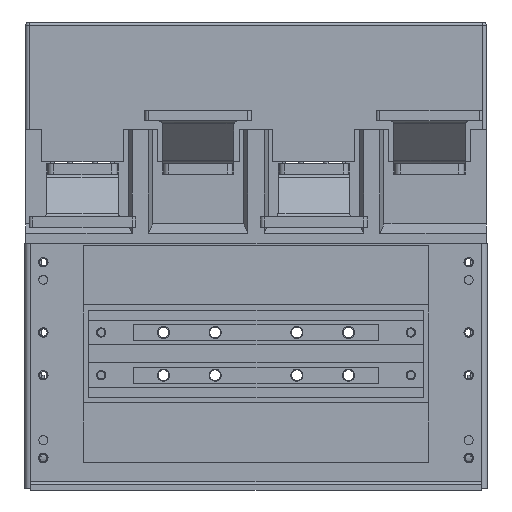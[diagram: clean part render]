
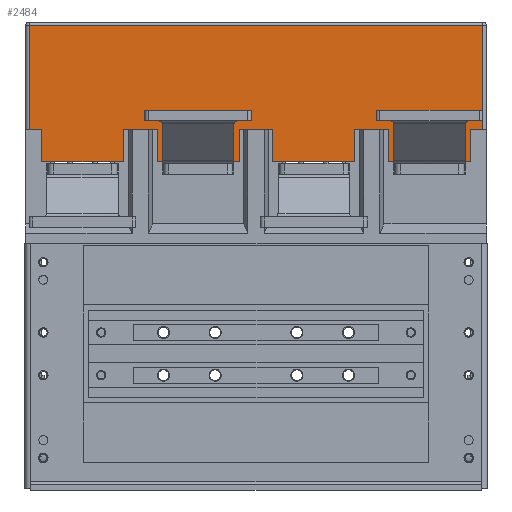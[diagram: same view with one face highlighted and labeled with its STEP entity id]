
A CAD part, front view. The second image highlights one B-rep face of the part: STEP entity #2484.
In plain terms, the highlighted planar face has unit normal (0, -1, 0).
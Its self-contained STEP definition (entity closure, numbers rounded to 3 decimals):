
#2484=ADVANCED_FACE('',(#3504),#3104,.F.);
#3104=PLANE('',#18456);
#3504=FACE_OUTER_BOUND('',#4230,.T.);
#4230=EDGE_LOOP('',(#6754,#6755,#6756,#6757,#6758,#6759,#6760,#6761,#6762,
#6763,#6764,#6765,#6766,#6767,#6768,#6769,#6770,#6771,#6772,#6773));
#6754=ORIENTED_EDGE('',*,*,#12714,.T.);
#6755=ORIENTED_EDGE('',*,*,#12715,.T.);
#6756=ORIENTED_EDGE('',*,*,#12716,.T.);
#6757=ORIENTED_EDGE('',*,*,#12717,.T.);
#6758=ORIENTED_EDGE('',*,*,#12718,.T.);
#6759=ORIENTED_EDGE('',*,*,#12719,.T.);
#6760=ORIENTED_EDGE('',*,*,#12720,.T.);
#6761=ORIENTED_EDGE('',*,*,#12721,.T.);
#6762=ORIENTED_EDGE('',*,*,#12722,.T.);
#6763=ORIENTED_EDGE('',*,*,#12723,.T.);
#6764=ORIENTED_EDGE('',*,*,#12724,.T.);
#6765=ORIENTED_EDGE('',*,*,#12725,.T.);
#6766=ORIENTED_EDGE('',*,*,#12726,.T.);
#6767=ORIENTED_EDGE('',*,*,#12727,.T.);
#6768=ORIENTED_EDGE('',*,*,#12728,.T.);
#6769=ORIENTED_EDGE('',*,*,#12729,.T.);
#6770=ORIENTED_EDGE('',*,*,#12730,.T.);
#6771=ORIENTED_EDGE('',*,*,#12731,.T.);
#6772=ORIENTED_EDGE('',*,*,#12732,.T.);
#6773=ORIENTED_EDGE('',*,*,#12733,.T.);
#10298=VERTEX_POINT('',#26848);
#10299=VERTEX_POINT('',#26849);
#10300=VERTEX_POINT('',#26851);
#10301=VERTEX_POINT('',#26853);
#10302=VERTEX_POINT('',#26855);
#10303=VERTEX_POINT('',#26857);
#10304=VERTEX_POINT('',#26859);
#10305=VERTEX_POINT('',#26861);
#10306=VERTEX_POINT('',#26863);
#10307=VERTEX_POINT('',#26865);
#10308=VERTEX_POINT('',#26867);
#10309=VERTEX_POINT('',#26869);
#10310=VERTEX_POINT('',#26871);
#10311=VERTEX_POINT('',#26873);
#10312=VERTEX_POINT('',#26875);
#10313=VERTEX_POINT('',#26877);
#10314=VERTEX_POINT('',#26879);
#10315=VERTEX_POINT('',#26881);
#10316=VERTEX_POINT('',#26883);
#10317=VERTEX_POINT('',#26885);
#12714=EDGE_CURVE('',#10298,#10299,#15133,.T.);
#12715=EDGE_CURVE('',#10299,#10300,#15134,.T.);
#12716=EDGE_CURVE('',#10300,#10301,#15135,.T.);
#12717=EDGE_CURVE('',#10301,#10302,#15136,.T.);
#12718=EDGE_CURVE('',#10302,#10303,#15137,.T.);
#12719=EDGE_CURVE('',#10303,#10304,#15138,.T.);
#12720=EDGE_CURVE('',#10304,#10305,#15139,.T.);
#12721=EDGE_CURVE('',#10305,#10306,#15140,.T.);
#12722=EDGE_CURVE('',#10306,#10307,#15141,.T.);
#12723=EDGE_CURVE('',#10307,#10308,#15142,.T.);
#12724=EDGE_CURVE('',#10308,#10309,#15143,.T.);
#12725=EDGE_CURVE('',#10309,#10310,#15144,.T.);
#12726=EDGE_CURVE('',#10310,#10311,#15145,.T.);
#12727=EDGE_CURVE('',#10311,#10312,#15146,.T.);
#12728=EDGE_CURVE('',#10312,#10313,#15147,.T.);
#12729=EDGE_CURVE('',#10313,#10314,#15148,.T.);
#12730=EDGE_CURVE('',#10314,#10315,#15149,.T.);
#12731=EDGE_CURVE('',#10315,#10316,#15150,.T.);
#12732=EDGE_CURVE('',#10316,#10317,#15151,.T.);
#12733=EDGE_CURVE('',#10317,#10298,#15152,.T.);
#15133=LINE('',#26847,#16931);
#15134=LINE('',#26850,#16932);
#15135=LINE('',#26852,#16933);
#15136=LINE('',#26854,#16934);
#15137=LINE('',#26856,#16935);
#15138=LINE('',#26858,#16936);
#15139=LINE('',#26860,#16937);
#15140=LINE('',#26862,#16938);
#15141=LINE('',#26864,#16939);
#15142=LINE('',#26866,#16940);
#15143=LINE('',#26868,#16941);
#15144=LINE('',#26870,#16942);
#15145=LINE('',#26872,#16943);
#15146=LINE('',#26874,#16944);
#15147=LINE('',#26876,#16945);
#15148=LINE('',#26878,#16946);
#15149=LINE('',#26880,#16947);
#15150=LINE('',#26882,#16948);
#15151=LINE('',#26884,#16949);
#15152=LINE('',#26886,#16950);
#16931=VECTOR('',#21484,1.);
#16932=VECTOR('',#21485,1.);
#16933=VECTOR('',#21486,1.);
#16934=VECTOR('',#21487,1.);
#16935=VECTOR('',#21488,1.);
#16936=VECTOR('',#21489,1.);
#16937=VECTOR('',#21490,1.);
#16938=VECTOR('',#21491,1.);
#16939=VECTOR('',#21492,1.);
#16940=VECTOR('',#21493,1.);
#16941=VECTOR('',#21494,1.);
#16942=VECTOR('',#21495,1.);
#16943=VECTOR('',#21496,1.);
#16944=VECTOR('',#21497,1.);
#16945=VECTOR('',#21498,1.);
#16946=VECTOR('',#21499,1.);
#16947=VECTOR('',#21500,1.);
#16948=VECTOR('',#21501,1.);
#16949=VECTOR('',#21502,1.);
#16950=VECTOR('',#21503,1.);
#18456=AXIS2_PLACEMENT_3D('',#26887,#21504,#21505);
#21484=DIRECTION('',(1.,0.,0.));
#21485=DIRECTION('',(0.,0.,1.));
#21486=DIRECTION('',(-1.,0.,0.));
#21487=DIRECTION('',(0.,0.,-1.));
#21488=DIRECTION('',(1.,0.,0.));
#21489=DIRECTION('',(0.,0.,-1.));
#21490=DIRECTION('',(1.,0.,0.));
#21491=DIRECTION('',(0.,0.,1.));
#21492=DIRECTION('',(1.,0.,0.));
#21493=DIRECTION('',(0.,0.,-1.));
#21494=DIRECTION('',(1.,0.,0.));
#21495=DIRECTION('',(0.,0.,1.));
#21496=DIRECTION('',(1.,0.,0.));
#21497=DIRECTION('',(0.,0.,-1.));
#21498=DIRECTION('',(1.,0.,0.));
#21499=DIRECTION('',(0.,0.,1.));
#21500=DIRECTION('',(1.,0.,0.));
#21501=DIRECTION('',(0.,0.,-1.));
#21502=DIRECTION('',(1.,0.,0.));
#21503=DIRECTION('',(0.,0.,1.));
#21504=DIRECTION('',(0.,1.,0.));
#21505=DIRECTION('',(0.,0.,1.));
#26847=CARTESIAN_POINT('',(-129.5,-86.,201.5));
#26848=CARTESIAN_POINT('',(120.5,-86.,201.5));
#26849=CARTESIAN_POINT('',(127.5,-86.,201.5));
#26850=CARTESIAN_POINT('',(127.5,-86.,262.));
#26851=CARTESIAN_POINT('',(127.5,-86.,260.));
#26852=CARTESIAN_POINT('',(-129.5,-86.,260.));
#26853=CARTESIAN_POINT('',(-127.5,-86.,260.));
#26854=CARTESIAN_POINT('',(-127.5,-86.,262.));
#26855=CARTESIAN_POINT('',(-127.5,-86.,201.5));
#26856=CARTESIAN_POINT('',(-129.5,-86.,201.5));
#26857=CARTESIAN_POINT('',(-120.5,-86.,201.5));
#26858=CARTESIAN_POINT('',(-120.5,-86.,183.5));
#26859=CARTESIAN_POINT('',(-120.5,-86.,183.5));
#26860=CARTESIAN_POINT('',(-74.5,-86.,183.5));
#26861=CARTESIAN_POINT('',(-74.5,-86.,183.5));
#26862=CARTESIAN_POINT('',(-74.5,-86.,183.5));
#26863=CARTESIAN_POINT('',(-74.5,-86.,201.5));
#26864=CARTESIAN_POINT('',(-129.5,-86.,201.5));
#26865=CARTESIAN_POINT('',(-55.5,-86.,201.5));
#26866=CARTESIAN_POINT('',(-55.5,-86.,183.5));
#26867=CARTESIAN_POINT('',(-55.5,-86.,183.5));
#26868=CARTESIAN_POINT('',(-9.5,-86.,183.5));
#26869=CARTESIAN_POINT('',(-9.5,-86.,183.5));
#26870=CARTESIAN_POINT('',(-9.5,-86.,183.5));
#26871=CARTESIAN_POINT('',(-9.5,-86.,201.5));
#26872=CARTESIAN_POINT('',(-129.5,-86.,201.5));
#26873=CARTESIAN_POINT('',(9.5,-86.,201.5));
#26874=CARTESIAN_POINT('',(9.5,-86.,183.5));
#26875=CARTESIAN_POINT('',(9.5,-86.,183.5));
#26876=CARTESIAN_POINT('',(55.5,-86.,183.5));
#26877=CARTESIAN_POINT('',(55.5,-86.,183.5));
#26878=CARTESIAN_POINT('',(55.5,-86.,183.5));
#26879=CARTESIAN_POINT('',(55.5,-86.,201.5));
#26880=CARTESIAN_POINT('',(-129.5,-86.,201.5));
#26881=CARTESIAN_POINT('',(74.5,-86.,201.5));
#26882=CARTESIAN_POINT('',(74.5,-86.,183.5));
#26883=CARTESIAN_POINT('',(74.5,-86.,183.5));
#26884=CARTESIAN_POINT('',(120.5,-86.,183.5));
#26885=CARTESIAN_POINT('',(120.5,-86.,183.5));
#26886=CARTESIAN_POINT('',(120.5,-86.,183.5));
#26887=CARTESIAN_POINT('',(-129.5,-86.,262.));
